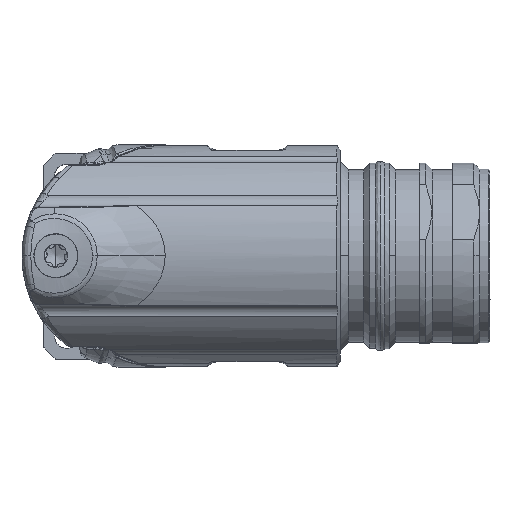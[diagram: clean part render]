
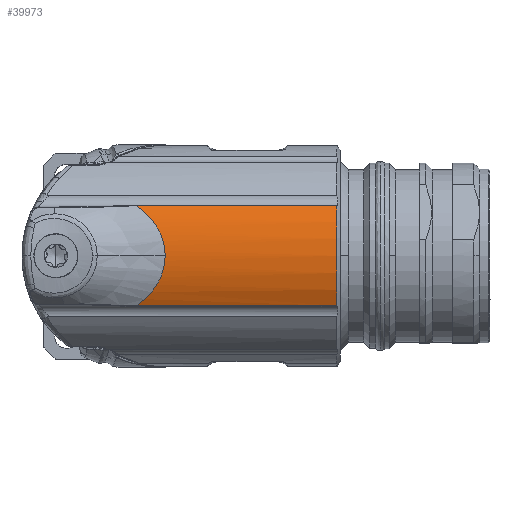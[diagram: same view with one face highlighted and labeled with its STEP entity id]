
A CAD part, top view. The second image highlights one B-rep face of the part: STEP entity #39973.
In plain terms, the highlighted cylindrical face has radius 13.8 mm (diameter 27.6 mm), a partial arc.
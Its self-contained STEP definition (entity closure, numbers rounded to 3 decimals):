
#2155=AXIS2_PLACEMENT_3D('Cylinder Axis2P3D',#2152,#2153,#2154) ;
#2302=AXIS2_PLACEMENT_3D('Circle Axis2P3D',#2300,#2301,$) ;
#445=CARTESIAN_POINT('Vertex',(14.178,7.59,39.324)) ;
#535=CARTESIAN_POINT('Control Point',(16.736,10.22,40.328)) ;
#536=CARTESIAN_POINT('Control Point',(16.663,10.101,40.295)) ;
#537=CARTESIAN_POINT('Control Point',(16.383,9.67,40.173)) ;
#538=CARTESIAN_POINT('Control Point',(15.808,8.947,39.93)) ;
#539=CARTESIAN_POINT('Control Point',(14.997,8.187,39.614)) ;
#540=CARTESIAN_POINT('Control Point',(14.412,7.75,39.404)) ;
#541=CARTESIAN_POINT('Control Point',(14.178,7.59,39.324)) ;
#542=CARTESIAN_POINT('Vertex',(16.736,10.22,40.328)) ;
#546=CARTESIAN_POINT('Control Point',(17.496,11.932,40.673)) ;
#547=CARTESIAN_POINT('Control Point',(17.484,11.888,40.667)) ;
#548=CARTESIAN_POINT('Control Point',(17.42,11.678,40.637)) ;
#549=CARTESIAN_POINT('Control Point',(17.212,11.096,40.541)) ;
#550=CARTESIAN_POINT('Control Point',(16.951,10.574,40.423)) ;
#551=CARTESIAN_POINT('Control Point',(16.736,10.22,40.328)) ;
#552=CARTESIAN_POINT('Vertex',(17.496,11.932,40.673)) ;
#556=CARTESIAN_POINT('Control Point',(17.767,13.8,40.8)) ;
#557=CARTESIAN_POINT('Control Point',(17.767,13.175,40.8)) ;
#558=CARTESIAN_POINT('Control Point',(17.679,12.553,40.758)) ;
#559=CARTESIAN_POINT('Control Point',(17.497,11.932,40.673)) ;
#560=CARTESIAN_POINT('Vertex',(17.767,13.8,40.8)) ;
#1239=CARTESIAN_POINT('Vertex',(39.096,7.59,39.324)) ;
#1242=CARTESIAN_POINT('Line Origine',(-10.5,7.59,39.324)) ;
#1344=CARTESIAN_POINT('Control Point',(17.767,13.8,40.8)) ;
#1345=CARTESIAN_POINT('Control Point',(17.767,14.305,40.8)) ;
#1346=CARTESIAN_POINT('Control Point',(17.695,14.93,40.766)) ;
#1347=CARTESIAN_POINT('Control Point',(17.53,15.556,40.688)) ;
#1348=CARTESIAN_POINT('Control Point',(17.494,15.678,40.672)) ;
#1349=CARTESIAN_POINT('Vertex',(17.494,15.678,40.672)) ;
#1353=CARTESIAN_POINT('Control Point',(17.494,15.678,40.672)) ;
#1354=CARTESIAN_POINT('Control Point',(17.48,15.722,40.666)) ;
#1355=CARTESIAN_POINT('Control Point',(17.301,16.309,40.582)) ;
#1356=CARTESIAN_POINT('Control Point',(17.043,16.88,40.463)) ;
#1357=CARTESIAN_POINT('Control Point',(16.729,17.392,40.324)) ;
#1358=CARTESIAN_POINT('Vertex',(16.729,17.392,40.324)) ;
#1362=CARTESIAN_POINT('Control Point',(16.729,17.392,40.324)) ;
#1363=CARTESIAN_POINT('Control Point',(16.657,17.509,40.293)) ;
#1364=CARTESIAN_POINT('Control Point',(16.378,17.937,40.171)) ;
#1365=CARTESIAN_POINT('Control Point',(15.995,18.418,40.009)) ;
#1366=CARTESIAN_POINT('Control Point',(15.651,18.777,39.871)) ;
#1367=CARTESIAN_POINT('Control Point',(15.591,18.838,39.848)) ;
#1368=CARTESIAN_POINT('Vertex',(15.591,18.838,39.848)) ;
#1372=CARTESIAN_POINT('Control Point',(15.591,18.838,39.848)) ;
#1373=CARTESIAN_POINT('Control Point',(15.505,18.925,39.813)) ;
#1374=CARTESIAN_POINT('Control Point',(15.265,19.158,39.719)) ;
#1375=CARTESIAN_POINT('Control Point',(14.811,19.553,39.547)) ;
#1376=CARTESIAN_POINT('Control Point',(14.411,19.852,39.404)) ;
#1377=CARTESIAN_POINT('Control Point',(14.179,20.011,39.324)) ;
#1378=CARTESIAN_POINT('Vertex',(14.179,20.011,39.324)) ;
#2152=CARTESIAN_POINT('Axis2P3D Location',(-3.779,13.8,27.)) ;
#2297=CARTESIAN_POINT('Vertex',(39.096,20.011,39.324)) ;
#2300=CARTESIAN_POINT('Axis2P3D Location',(39.096,13.8,27.)) ;
#2387=CARTESIAN_POINT('Line Origine',(-10.5,20.011,39.324)) ;
#1243=DIRECTION('Vector Direction',(1.,0.,0.)) ;
#2153=DIRECTION('Axis2P3D Direction',(1.,0.,0.)) ;
#2154=DIRECTION('Axis2P3D XDirection',(0.,1.,0.)) ;
#2301=DIRECTION('Axis2P3D Direction',(-1.,0.,0.)) ;
#2388=DIRECTION('Vector Direction',(-1.,0.,0.)) ;
#1244=VECTOR('Line Direction',#1243,1.) ;
#2389=VECTOR('Line Direction',#2388,1.) ;
#39962=ORIENTED_EDGE('',*,*,#2391,.T.) ;
#39963=ORIENTED_EDGE('',*,*,#1380,.T.) ;
#39964=ORIENTED_EDGE('',*,*,#1370,.T.) ;
#39965=ORIENTED_EDGE('',*,*,#1360,.T.) ;
#39966=ORIENTED_EDGE('',*,*,#1351,.T.) ;
#39967=ORIENTED_EDGE('',*,*,#562,.T.) ;
#39968=ORIENTED_EDGE('',*,*,#554,.T.) ;
#39969=ORIENTED_EDGE('',*,*,#544,.T.) ;
#39970=ORIENTED_EDGE('',*,*,#1246,.T.) ;
#39971=ORIENTED_EDGE('',*,*,#2304,.T.) ;
#39973=ADVANCED_FACE('Rotation2',(#39972),#2156,.T.) ;
#2303=CIRCLE('generated circle',#2302,13.8) ;
#2156=CYLINDRICAL_SURFACE('generated cylinder',#2155,13.8) ;
#544=EDGE_CURVE('',#543,#446,#534,.T.) ;
#554=EDGE_CURVE('',#553,#543,#545,.T.) ;
#562=EDGE_CURVE('',#561,#553,#555,.T.) ;
#1246=EDGE_CURVE('',#446,#1240,#1245,.T.) ;
#1351=EDGE_CURVE('',#1350,#561,#1343,.F.) ;
#1360=EDGE_CURVE('',#1359,#1350,#1352,.F.) ;
#1370=EDGE_CURVE('',#1369,#1359,#1361,.F.) ;
#1380=EDGE_CURVE('',#1379,#1369,#1371,.F.) ;
#2304=EDGE_CURVE('',#1240,#2298,#2303,.T.) ;
#2391=EDGE_CURVE('',#2298,#1379,#2390,.T.) ;
#39961=EDGE_LOOP('',(#39962,#39963,#39964,#39965,#39966,#39967,#39968,#39969,#39970,#39971)) ;
#39972=FACE_OUTER_BOUND('',#39961,.T.) ;
#1245=LINE('Line',#1242,#1244) ;
#2390=LINE('Line',#2387,#2389) ;
#446=VERTEX_POINT('',#445) ;
#543=VERTEX_POINT('',#542) ;
#553=VERTEX_POINT('',#552) ;
#561=VERTEX_POINT('',#560) ;
#1240=VERTEX_POINT('',#1239) ;
#1350=VERTEX_POINT('',#1349) ;
#1359=VERTEX_POINT('',#1358) ;
#1369=VERTEX_POINT('',#1368) ;
#1379=VERTEX_POINT('',#1378) ;
#2298=VERTEX_POINT('',#2297) ;
#534=(BOUNDED_CURVE()B_SPLINE_CURVE(3,(#535,#536,#537,#538,#539,#540,#541),.UNSPECIFIED.,.F.,.U.)B_SPLINE_CURVE_WITH_KNOTS((4,1,1,1,4),(4.326,4.774,5.956,7.139,7.851),.UNSPECIFIED.)CURVE()GEOMETRIC_REPRESENTATION_ITEM()RATIONAL_B_SPLINE_CURVE((1.,1.,1.,1.,1.,1.,1.))REPRESENTATION_ITEM('')) ;
#545=(BOUNDED_CURVE()B_SPLINE_CURVE(3,(#546,#547,#548,#549,#550,#551),.UNSPECIFIED.,.F.,.U.)B_SPLINE_CURVE_WITH_KNOTS((4,1,1,4),(2.253,2.41,3.001,4.326),.UNSPECIFIED.)CURVE()GEOMETRIC_REPRESENTATION_ITEM()RATIONAL_B_SPLINE_CURVE((1.,1.,1.,1.,1.,1.))REPRESENTATION_ITEM('')) ;
#555=(BOUNDED_CURVE()B_SPLINE_CURVE(3,(#556,#557,#558,#559),.UNSPECIFIED.,.F.,.U.)B_SPLINE_CURVE_WITH_KNOTS((4,4),(0.045,2.253),.UNSPECIFIED.)CURVE()GEOMETRIC_REPRESENTATION_ITEM()RATIONAL_B_SPLINE_CURVE((1.,1.,1.,1.))REPRESENTATION_ITEM('')) ;
#1343=(BOUNDED_CURVE()B_SPLINE_CURVE(3,(#1344,#1345,#1346,#1347,#1348),.UNSPECIFIED.,.F.,.U.)B_SPLINE_CURVE_WITH_KNOTS((4,1,4),(0.044,1.817,2.251),.UNSPECIFIED.)CURVE()GEOMETRIC_REPRESENTATION_ITEM()RATIONAL_B_SPLINE_CURVE((1.,1.,1.,1.,1.))REPRESENTATION_ITEM('')) ;
#1352=(BOUNDED_CURVE()B_SPLINE_CURVE(3,(#1353,#1354,#1355,#1356,#1357),.UNSPECIFIED.,.F.,.U.)B_SPLINE_CURVE_WITH_KNOTS((4,1,4),(2.251,2.408,4.334),.UNSPECIFIED.)CURVE()GEOMETRIC_REPRESENTATION_ITEM()RATIONAL_B_SPLINE_CURVE((1.,1.,1.,1.,1.))REPRESENTATION_ITEM('')) ;
#1361=(BOUNDED_CURVE()B_SPLINE_CURVE(3,(#1362,#1363,#1364,#1365,#1366,#1367),.UNSPECIFIED.,.F.,.U.)B_SPLINE_CURVE_WITH_KNOTS((4,1,1,4),(4.334,4.773,5.955,6.198),.UNSPECIFIED.)CURVE()GEOMETRIC_REPRESENTATION_ITEM()RATIONAL_B_SPLINE_CURVE((1.,1.,1.,1.,1.,1.))REPRESENTATION_ITEM('')) ;
#1371=(BOUNDED_CURVE()B_SPLINE_CURVE(3,(#1372,#1373,#1374,#1375,#1376,#1377),.UNSPECIFIED.,.F.,.U.)B_SPLINE_CURVE_WITH_KNOTS((4,1,1,4),(6.198,6.546,7.137,7.845),.UNSPECIFIED.)CURVE()GEOMETRIC_REPRESENTATION_ITEM()RATIONAL_B_SPLINE_CURVE((1.,1.,1.,1.,1.,1.))REPRESENTATION_ITEM('')) ;
